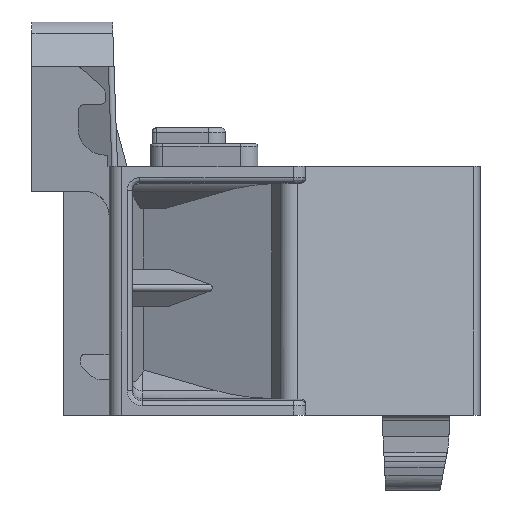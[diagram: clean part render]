
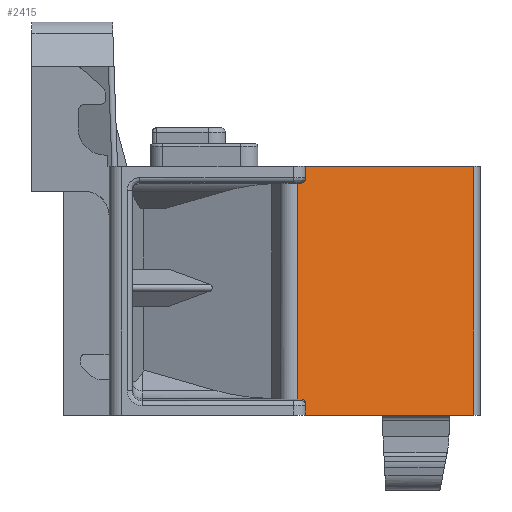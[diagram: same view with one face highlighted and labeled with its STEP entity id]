
A CAD part, left-side view. The second image highlights one B-rep face of the part: STEP entity #2415.
In plain terms, the highlighted planar face has unit normal (-0.866, -0.5, 0).
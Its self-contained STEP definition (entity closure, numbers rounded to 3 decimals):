
#1501=FACE_OUTER_BOUND('',#3769,.T.);
#2202=ELLIPSE('',#16361,0.231,0.2);
#2208=ELLIPSE('',#16540,0.231,0.2);
#2415=ADVANCED_FACE('',(#1501),#3166,.T.);
#3166=PLANE('',#16541);
#3769=EDGE_LOOP('',(#5885,#5886,#5887,#5888,#5889,#5890,#5891,#5892,#5893,
#5894));
#5885=ORIENTED_EDGE('',*,*,#10684,.T.);
#5886=ORIENTED_EDGE('',*,*,#11637,.T.);
#5887=ORIENTED_EDGE('',*,*,#10937,.F.);
#5888=ORIENTED_EDGE('',*,*,#11638,.F.);
#5889=ORIENTED_EDGE('',*,*,#10907,.T.);
#5890=ORIENTED_EDGE('',*,*,#10905,.T.);
#5891=ORIENTED_EDGE('',*,*,#11639,.F.);
#5892=ORIENTED_EDGE('',*,*,#10883,.T.);
#5893=ORIENTED_EDGE('',*,*,#11640,.T.);
#5894=ORIENTED_EDGE('',*,*,#11641,.T.);
#9178=VERTEX_POINT('',#20410);
#9179=VERTEX_POINT('',#20412);
#9319=VERTEX_POINT('',#20958);
#9320=VERTEX_POINT('',#20960);
#9332=VERTEX_POINT('',#21009);
#9333=VERTEX_POINT('',#21011);
#9334=VERTEX_POINT('',#21015);
#9358=VERTEX_POINT('',#21119);
#9359=VERTEX_POINT('',#21121);
#9991=VERTEX_POINT('',#23570);
#10684=EDGE_CURVE('',#9179,#9178,#12968,.T.);
#10883=EDGE_CURVE('',#9320,#9319,#13119,.T.);
#10905=EDGE_CURVE('',#9333,#9332,#13131,.T.);
#10907=EDGE_CURVE('',#9334,#9333,#2202,.T.);
#10937=EDGE_CURVE('',#9358,#9359,#13151,.T.);
#11637=EDGE_CURVE('',#9178,#9359,#13501,.T.);
#11638=EDGE_CURVE('',#9334,#9358,#13502,.T.);
#11639=EDGE_CURVE('',#9320,#9332,#13503,.T.);
#11640=EDGE_CURVE('',#9319,#9991,#2208,.T.);
#11641=EDGE_CURVE('',#9991,#9179,#13504,.T.);
#12968=LINE('',#20411,#14482);
#13119=LINE('',#20959,#14633);
#13131=LINE('',#21010,#14645);
#13151=LINE('',#21120,#14665);
#13501=LINE('',#23565,#15015);
#13502=LINE('',#23567,#15016);
#13503=LINE('',#23568,#15017);
#13504=LINE('',#23571,#15018);
#14482=VECTOR('',#17052,1.);
#14633=VECTOR('',#17399,1.);
#14645=VECTOR('',#17445,1.);
#14665=VECTOR('',#17489,1.);
#15015=VECTOR('',#18173,1.);
#15016=VECTOR('',#18176,1.);
#15017=VECTOR('',#18177,1.);
#15018=VECTOR('',#18180,1.);
#16361=AXIS2_PLACEMENT_3D('',#21014,#17449,#17450);
#16540=AXIS2_PLACEMENT_3D('',#23569,#18178,#18179);
#16541=AXIS2_PLACEMENT_3D('',#23572,#18181,#18182);
#17052=DIRECTION('',(0.5,-0.866,0.));
#17399=DIRECTION('',(0.5,-0.866,0.017));
#17445=DIRECTION('',(-0.5,0.866,0.007));
#17449=DIRECTION('',(0.866,0.5,0.));
#17450=DIRECTION('',(0.5,-0.866,-0.028));
#17489=DIRECTION('',(0.5,-0.866,0.));
#18173=DIRECTION('',(0.,0.,1.));
#18176=DIRECTION('',(0.,0.,1.));
#18177=DIRECTION('',(0.,0.,1.));
#18178=DIRECTION('',(0.866,0.5,0.));
#18179=DIRECTION('',(-0.499,0.864,-0.07));
#18180=DIRECTION('',(0.,0.,-1.));
#18181=DIRECTION('',(-0.866,-0.5,0.));
#18182=DIRECTION('',(0.5,-0.866,0.));
#20410=CARTESIAN_POINT('',(-32.301,-42.915,-4.));
#20411=CARTESIAN_POINT('',(-36.199,-36.165,-4.));
#20412=CARTESIAN_POINT('',(-36.199,-36.165,-4.));
#20958=CARTESIAN_POINT('',(-36.314,-35.965,-3.355));
#20959=CARTESIAN_POINT('',(-36.389,-35.836,-3.357));
#20960=CARTESIAN_POINT('',(-36.389,-35.836,-3.357));
#21009=CARTESIAN_POINT('',(-36.389,-35.836,5.325));
#21010=CARTESIAN_POINT('',(-36.314,-35.965,5.324));
#21011=CARTESIAN_POINT('',(-36.314,-35.965,5.324));
#21014=CARTESIAN_POINT('',(-36.314,-35.965,5.524));
#21015=CARTESIAN_POINT('',(-36.199,-36.165,5.522));
#21119=CARTESIAN_POINT('',(-36.199,-36.165,6.));
#21120=CARTESIAN_POINT('',(-36.199,-36.165,6.));
#21121=CARTESIAN_POINT('',(-32.301,-42.915,6.));
#23565=CARTESIAN_POINT('',(-32.301,-42.915,-4.));
#23567=CARTESIAN_POINT('',(-36.199,-36.165,5.522));
#23568=CARTESIAN_POINT('',(-36.389,-35.836,-3.357));
#23569=CARTESIAN_POINT('',(-36.314,-35.965,-3.555));
#23570=CARTESIAN_POINT('',(-36.199,-36.165,-3.551));
#23571=CARTESIAN_POINT('',(-36.199,-36.165,-3.551));
#23572=CARTESIAN_POINT('',(-36.199,-36.165,0.));
